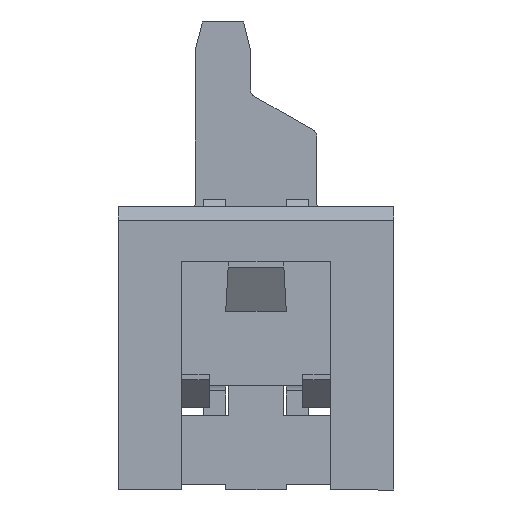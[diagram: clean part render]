
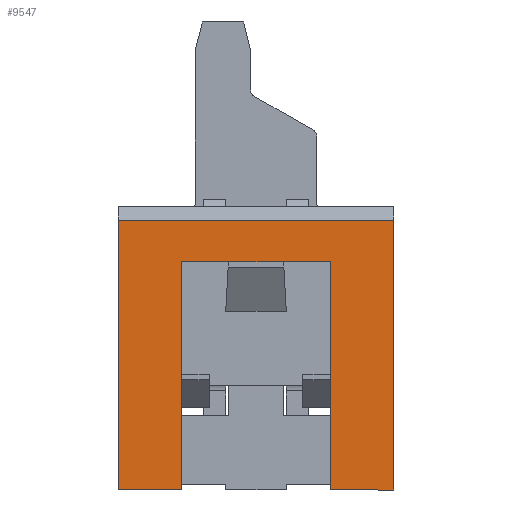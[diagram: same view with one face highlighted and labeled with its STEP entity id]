
A CAD part, left-side view. The second image highlights one B-rep face of the part: STEP entity #9547.
In plain terms, the highlighted planar face has unit normal (-1, 0, 0).
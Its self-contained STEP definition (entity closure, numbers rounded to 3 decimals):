
#2223=ORIENTED_EDGE('',*,*,#4182,.F.);
#2224=ORIENTED_EDGE('',*,*,#4183,.T.);
#2225=ORIENTED_EDGE('',*,*,#3823,.T.);
#2226=ORIENTED_EDGE('',*,*,#4184,.T.);
#2227=ORIENTED_EDGE('',*,*,#4185,.F.);
#2228=ORIENTED_EDGE('',*,*,#4186,.F.);
#2229=ORIENTED_EDGE('',*,*,#4187,.T.);
#2230=ORIENTED_EDGE('',*,*,#4188,.T.);
#3823=EDGE_CURVE('',#4971,#4972,#6131,.T.);
#4182=EDGE_CURVE('',#5254,#5255,#6454,.T.);
#4183=EDGE_CURVE('',#5254,#4971,#6455,.T.);
#4184=EDGE_CURVE('',#4972,#5256,#6456,.T.);
#4185=EDGE_CURVE('',#5257,#5256,#6457,.T.);
#4186=EDGE_CURVE('',#5258,#5257,#6458,.T.);
#4187=EDGE_CURVE('',#5258,#5259,#6459,.T.);
#4188=EDGE_CURVE('',#5259,#5255,#6460,.T.);
#4971=VERTEX_POINT('',#14238);
#4972=VERTEX_POINT('',#14239);
#5254=VERTEX_POINT('',#14925);
#5255=VERTEX_POINT('',#14926);
#5256=VERTEX_POINT('',#14929);
#5257=VERTEX_POINT('',#14931);
#5258=VERTEX_POINT('',#14933);
#5259=VERTEX_POINT('',#14935);
#6131=LINE('',#14237,#7409);
#6454=LINE('',#14924,#7732);
#6455=LINE('',#14927,#7733);
#6456=LINE('',#14928,#7734);
#6457=LINE('',#14930,#7735);
#6458=LINE('',#14932,#7736);
#6459=LINE('',#14934,#7737);
#6460=LINE('',#14936,#7738);
#7409=VECTOR('',#11572,1000.);
#7732=VECTOR('',#12057,1000.);
#7733=VECTOR('',#12058,1000.);
#7734=VECTOR('',#12059,1000.);
#7735=VECTOR('',#12060,1000.);
#7736=VECTOR('',#12061,1000.);
#7737=VECTOR('',#12062,1000.);
#7738=VECTOR('',#12063,1000.);
#8270=EDGE_LOOP('',(#2223,#2224,#2225,#2226,#2227,#2228,#2229,#2230));
#8740=FACE_BOUND('',#8270,.T.);
#9164=PLANE('',#10066);
#9547=ADVANCED_FACE('',(#8740),#9164,.F.);
#10066=AXIS2_PLACEMENT_3D('',#14923,#12055,#12056);
#11572=DIRECTION('',(0.,0.,-1.));
#12055=DIRECTION('',(1.,0.,0.));
#12056=DIRECTION('',(0.,0.,-1.));
#12057=DIRECTION('',(0.,0.,-1.));
#12058=DIRECTION('',(0.,1.,0.));
#12059=DIRECTION('',(0.,-1.,0.));
#12060=DIRECTION('',(0.,0.,-1.));
#12061=DIRECTION('',(0.,1.,0.));
#12062=DIRECTION('',(0.,0.,-1.));
#12063=DIRECTION('',(0.,-1.,0.));
#14237=CARTESIAN_POINT('',(-13.145,2.5,1.35));
#14238=CARTESIAN_POINT('',(-13.145,2.5,4.9));
#14239=CARTESIAN_POINT('',(-13.145,2.5,0.));
#14923=CARTESIAN_POINT('',(-13.145,2.5,1.35));
#14924=CARTESIAN_POINT('',(-13.145,-2.5,1.35));
#14925=CARTESIAN_POINT('',(-13.145,-2.5,4.9));
#14926=CARTESIAN_POINT('',(-13.145,-2.5,0.));
#14927=CARTESIAN_POINT('',(-13.145,2.5,4.9));
#14928=CARTESIAN_POINT('',(-13.145,2.5,0.));
#14929=CARTESIAN_POINT('',(-13.145,1.35,0.));
#14930=CARTESIAN_POINT('',(-13.145,1.35,0.1));
#14931=CARTESIAN_POINT('',(-13.145,1.35,4.15));
#14932=CARTESIAN_POINT('',(-13.145,-1.35,4.15));
#14933=CARTESIAN_POINT('',(-13.145,-1.35,4.15));
#14934=CARTESIAN_POINT('',(-13.145,-1.35,0.1));
#14935=CARTESIAN_POINT('',(-13.145,-1.35,0.));
#14936=CARTESIAN_POINT('',(-13.145,2.5,0.));
